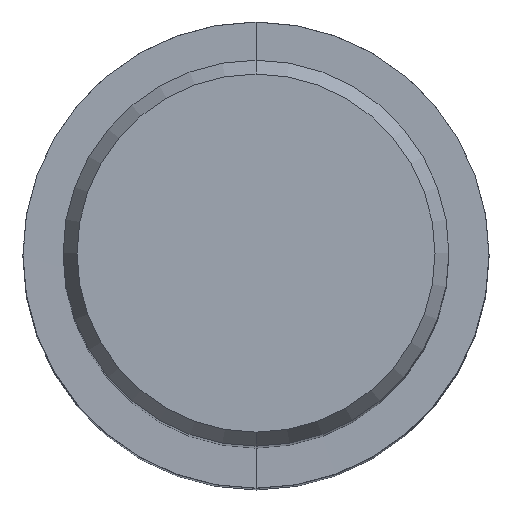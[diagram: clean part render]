
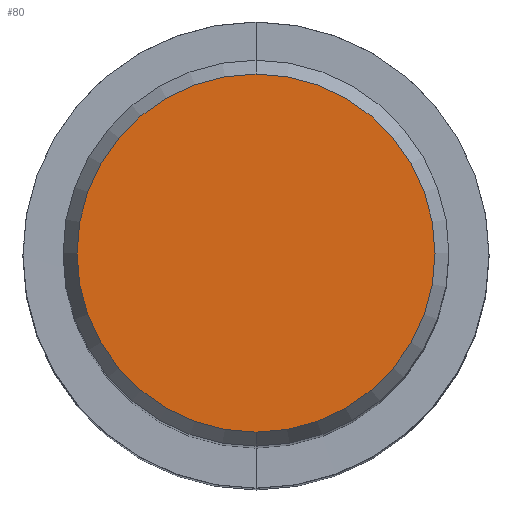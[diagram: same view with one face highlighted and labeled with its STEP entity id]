
A CAD part, top view. The second image highlights one B-rep face of the part: STEP entity #80.
In plain terms, the highlighted planar face has unit normal (0, 0, 1).
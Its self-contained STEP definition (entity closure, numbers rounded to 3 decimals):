
#80=ADVANCED_FACE('',(#193),#194,.T.);
#100=VERTEX_POINT('',#216);
#112=EDGE_CURVE('',#100,#172,#230,.T.);
#126=EDGE_CURVE('',#172,#100,#245,.T.);
#172=VERTEX_POINT('',#298);
#193=FACE_OUTER_BOUND('',#311,.T.);
#194=PLANE('',#312);
#216=CARTESIAN_POINT('',(0.0,8.837,0.01));
#230=CIRCLE('',#354,8.837);
#245=CIRCLE('',#371,8.837);
#298=CARTESIAN_POINT('',(0.,-8.837,0.01));
#311=EDGE_LOOP('',(#445,#446));
#312=AXIS2_PLACEMENT_3D('',#447,#448,#449);
#354=AXIS2_PLACEMENT_3D('',#493,#494,#495);
#371=AXIS2_PLACEMENT_3D('',#506,#507,#508);
#445=ORIENTED_EDGE('',*,*,#112,.F.);
#446=ORIENTED_EDGE('',*,*,#126,.F.);
#447=CARTESIAN_POINT('',(0.0,4.419,0.01));
#448=DIRECTION('',(-0.0,0.0,1.0));
#449=DIRECTION('',(0.0,-1.0,0.0));
#493=CARTESIAN_POINT('',(0.0,0.0,0.01));
#494=DIRECTION('',(0.0,0.0,-1.0));
#495=DIRECTION('',(0.0,1.0,0.0));
#506=CARTESIAN_POINT('',(0.0,0.0,0.01));
#507=DIRECTION('',(0.0,0.0,-1.0));
#508=DIRECTION('',(0.0,1.0,0.0));
